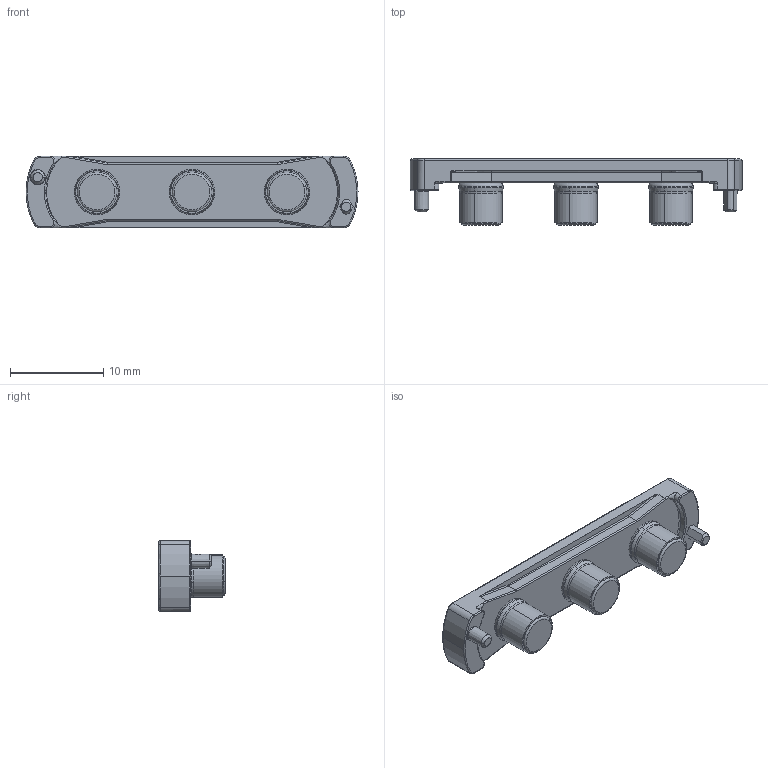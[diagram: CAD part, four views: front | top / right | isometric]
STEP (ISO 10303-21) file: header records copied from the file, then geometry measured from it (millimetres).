
FILE_DESCRIPTION (( 'STEP AP214' ), '1' );
FILE_NAME ('18377_18387_18371_18481-02-Output.STEP', '2012-08-16T14:59:11', ( 'Vicor User' ), ( 'Microsoft' ), 'SwSTEP 2.0', 'SolidWorks 2012', '' );
FILE_SCHEMA (( 'AUTOMOTIVE_DESIGN' ));
Length unit declared in the file: inch
Products named in the file (1): 18377_18387_18371_18481-02-Output
Bounding box: 35.52 x 7.06 x 7.62 mm (x, y, z)
Volume: 795.3 mm3; surface area: 1042.9 mm2
Topology: 1 solids, 1 shells, 552 faces, 1449 edges, 918 vertices
Faces by surface type: plane 311, bspline 206, cylinder 18, cone 17
Entity records: 24296 total; most frequent: CARTESIAN_POINT 11243, ORIENTED_EDGE 2898, DIRECTION 1902, EDGE_CURVE 1449, LINE 964, VECTOR 964, VERTEX_POINT 918, EDGE_LOOP 571
